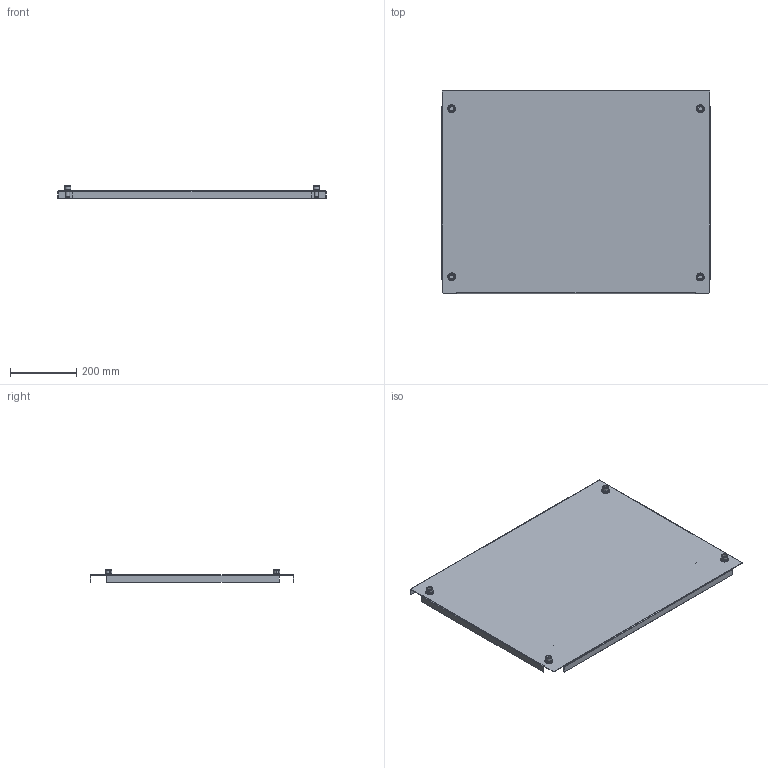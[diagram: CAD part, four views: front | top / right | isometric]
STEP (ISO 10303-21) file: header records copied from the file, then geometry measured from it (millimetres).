
FILE_DESCRIPTION (( 'STEP AP214' ), '1' );
FILE_NAME ('PT8D600 Ïàíåëü âåðõíÿÿ_èçâ0088.04_02.20.step', '2020-11-05T18:46:40', ( '' ), ( '' ), 'SwSTEP 2.0', 'SolidWorks 2019', '' );
FILE_SCHEMA (( 'AUTOMOTIVE_DESIGN' ));
Length unit declared in the file: millimetre
Products named in the file (22): AVT001.12.00.01 Ïàíåëü âåðõíÿÿ_èçâ0088.04_02.20; Âèíò ñ âí. øåñòèãðàííèêîì M12 ÃÎÑÒ 11738-84; ﾘ琺矜 65ﾃ 019 ﾃﾎﾑﾒ 6402-70; PT8D600 Ïàíåëü âåðõíÿÿ_èçâ0088.04_02.20; ﾘ琺矜 01.019 ﾃﾎﾑﾒ11371-78; Øïèëüêà 6õ12; ﾘ琺矜 01.019 ﾃﾎﾑﾒ11371-78_12; AVT001.12.00.00 Ïàíåëü âåðõíÿÿ_èçâ0088.04_02.20_00; Âèíò ñ âí. øåñòèãðàííèêîì M12 ÃÎÑÒ 11738-84_Œ12å25; AVT001.12.00.01 Ïàíåëü âåðõíÿÿ_èçâ0088.04_02.20_00; ﾘ琺矜 65ﾃ 019 ﾃﾎﾑﾒ 6402-70_12
Assembly tree (16 placements, depth 3):
  AVT001.12.00.01 Ïàíåëü âåðõíÿÿ_èçâ0088.04_02.20
  Âèíò ñ âí. øåñòèãðàííèêîì M12 ÃÎÑÒ 11738-84
  ﾘ琺矜 65ﾃ 019 ﾃﾎﾑﾒ 6402-70
  PT8D600 Ïàíåëü âåðõíÿÿ_èçâ0088.04_02.20
    AVT001.12.00.00 Ïàíåëü âåðõíÿÿ_èçâ0088.04_02.20_00
      AVT001.12.00.01 Ïàíåëü âåðõíÿÿ_èçâ0088.04_02.20_00
      Øïèëüêà 6õ12  x2
    Âèíò ñ âí. øåñòèãðàííèêîì M12 ÃÎÑÒ 11738-84_Œ12å25  x4
    ﾘ琺矜 01.019 ﾃﾎﾑﾒ11371-78_12  x4
    ﾘ琺矜 65ﾃ 019 ﾃﾎﾑﾒ 6402-70_12  x4
  ﾘ琺矜 01.019 ﾃﾎﾑﾒ11371-78
Bounding box: 809 x 615 x 37.5 mm (x, y, z)
Volume: 844325.3 mm3; surface area: 1113416.8 mm2
Topology: 15 solids, 15 shells, 236 faces, 514 edges, 318 vertices
Faces by surface type: plane 116, cylinder 96, cone 16, torus 8
Entity records: 3793 total; most frequent: DIRECTION 604, CARTESIAN_POINT 585, ORIENTED_EDGE 520, EDGE_CURVE 260, AXIS2_PLACEMENT_3D 219, LINE 166, VECTOR 166, VERTEX_POINT 160
